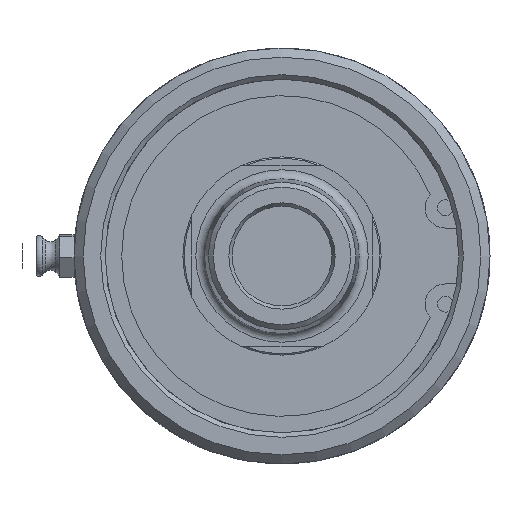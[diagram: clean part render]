
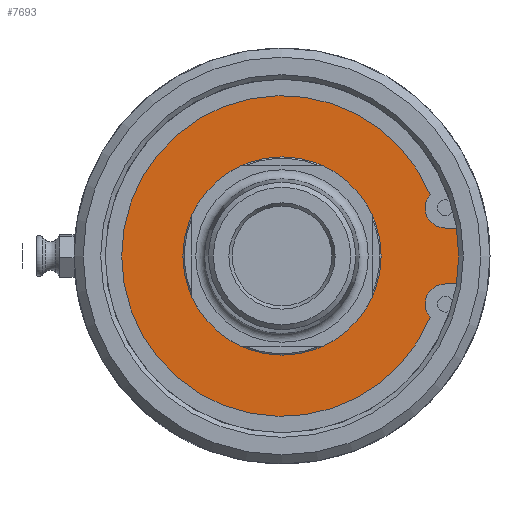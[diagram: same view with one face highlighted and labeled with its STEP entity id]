
A CAD part, left-side view. The second image highlights one B-rep face of the part: STEP entity #7693.
In plain terms, the highlighted planar face has unit normal (-1, 0, 0).
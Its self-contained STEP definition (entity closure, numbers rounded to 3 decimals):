
#387=PLANE('',#8135);
#440=FACE_BOUND('',#1258,.T.);
#791=FACE_OUTER_BOUND('',#1257,.T.);
#1257=EDGE_LOOP('',(#6647,#6648,#6649,#6650,#6651,#6652));
#1258=EDGE_LOOP('',(#6653,#6654));
#2009=CIRCLE('',#8115,3.556);
#2011=CIRCLE('',#8118,28.142);
#2013=CIRCLE('',#8121,3.556);
#2020=CIRCLE('',#8133,33.45);
#2021=CIRCLE('',#8136,17.4);
#2022=CIRCLE('',#8137,17.4);
#2440=LINE('',#20024,#2827);
#2445=LINE('',#20038,#2832);
#2827=VECTOR('',#9240,10.);
#2832=VECTOR('',#9247,10.);
#3501=VERTEX_POINT('',#20021);
#3502=VERTEX_POINT('',#20023);
#3506=VERTEX_POINT('',#20035);
#3507=VERTEX_POINT('',#20037);
#3508=VERTEX_POINT('',#20041);
#3510=VERTEX_POINT('',#20047);
#3513=VERTEX_POINT('',#20069);
#3514=VERTEX_POINT('',#20070);
#4568=EDGE_CURVE('',#3502,#3501,#2440,.T.);
#4574=EDGE_CURVE('',#3507,#3506,#2445,.T.);
#4576=EDGE_CURVE('',#3506,#3508,#2009,.T.);
#4579=EDGE_CURVE('',#3508,#3510,#2011,.T.);
#4582=EDGE_CURVE('',#3510,#3502,#2013,.T.);
#4589=EDGE_CURVE('',#3501,#3507,#2020,.T.);
#4590=EDGE_CURVE('',#3513,#3514,#2021,.T.);
#4591=EDGE_CURVE('',#3514,#3513,#2022,.T.);
#6647=ORIENTED_EDGE('',*,*,#4574,.T.);
#6648=ORIENTED_EDGE('',*,*,#4576,.T.);
#6649=ORIENTED_EDGE('',*,*,#4579,.T.);
#6650=ORIENTED_EDGE('',*,*,#4582,.T.);
#6651=ORIENTED_EDGE('',*,*,#4568,.T.);
#6652=ORIENTED_EDGE('',*,*,#4589,.T.);
#6653=ORIENTED_EDGE('',*,*,#4590,.T.);
#6654=ORIENTED_EDGE('',*,*,#4591,.T.);
#7693=ADVANCED_FACE('',(#791,#440),#387,.F.);
#8115=AXIS2_PLACEMENT_3D('',#20042,#9251,#9252);
#8118=AXIS2_PLACEMENT_3D('',#20048,#9258,#9259);
#8121=AXIS2_PLACEMENT_3D('',#20053,#9265,#9266);
#8133=AXIS2_PLACEMENT_3D('',#20066,#9289,#9290);
#8135=AXIS2_PLACEMENT_3D('',#20068,#9293,#9294);
#8136=AXIS2_PLACEMENT_3D('',#20071,#9295,#9296);
#8137=AXIS2_PLACEMENT_3D('',#20072,#9297,#9298);
#9240=DIRECTION('',(0.,-1.,0.));
#9247=DIRECTION('',(0.,1.,0.));
#9251=DIRECTION('center_axis',(1.,0.,0.));
#9252=DIRECTION('ref_axis',(0.,0.754,0.657));
#9258=DIRECTION('center_axis',(-1.,0.,0.));
#9259=DIRECTION('ref_axis',(0.,0.924,-0.384));
#9265=DIRECTION('center_axis',(1.,0.,0.));
#9266=DIRECTION('ref_axis',(0.,0.,1.));
#9289=DIRECTION('center_axis',(-1.,0.,0.));
#9290=DIRECTION('ref_axis',(0.,1.,0.));
#9293=DIRECTION('center_axis',(1.,0.,0.));
#9294=DIRECTION('ref_axis',(0.,0.,-1.));
#9295=DIRECTION('center_axis',(1.,0.,0.));
#9296=DIRECTION('ref_axis',(0.,1.,0.));
#9297=DIRECTION('center_axis',(1.,0.,0.));
#9298=DIRECTION('ref_axis',(0.,1.,0.));
#20021=CARTESIAN_POINT('',(6.08,-33.089,-4.902));
#20023=CARTESIAN_POINT('',(6.08,-28.672,-4.902));
#20024=CARTESIAN_POINT('',(6.08,-8.182,-4.902));
#20035=CARTESIAN_POINT('',(6.08,-28.672,4.902));
#20037=CARTESIAN_POINT('',(6.08,-33.089,4.902));
#20038=CARTESIAN_POINT('',(6.08,-5.974,4.902));
#20041=CARTESIAN_POINT('',(6.08,-25.99,10.793));
#20042=CARTESIAN_POINT('Origin',(6.08,-28.672,8.458));
#20047=CARTESIAN_POINT('',(6.08,-25.99,-10.793));
#20048=CARTESIAN_POINT('Origin',(6.08,0.,0.));
#20053=CARTESIAN_POINT('Origin',(6.08,-28.672,-8.458));
#20066=CARTESIAN_POINT('Origin',(6.08,0.,0.));
#20068=CARTESIAN_POINT('Origin',(6.08,16.725,0.));
#20069=CARTESIAN_POINT('',(6.08,17.4,0.));
#20070=CARTESIAN_POINT('',(6.08,-17.4,0.));
#20071=CARTESIAN_POINT('Origin',(6.08,0.,0.));
#20072=CARTESIAN_POINT('Origin',(6.08,0.,0.));
